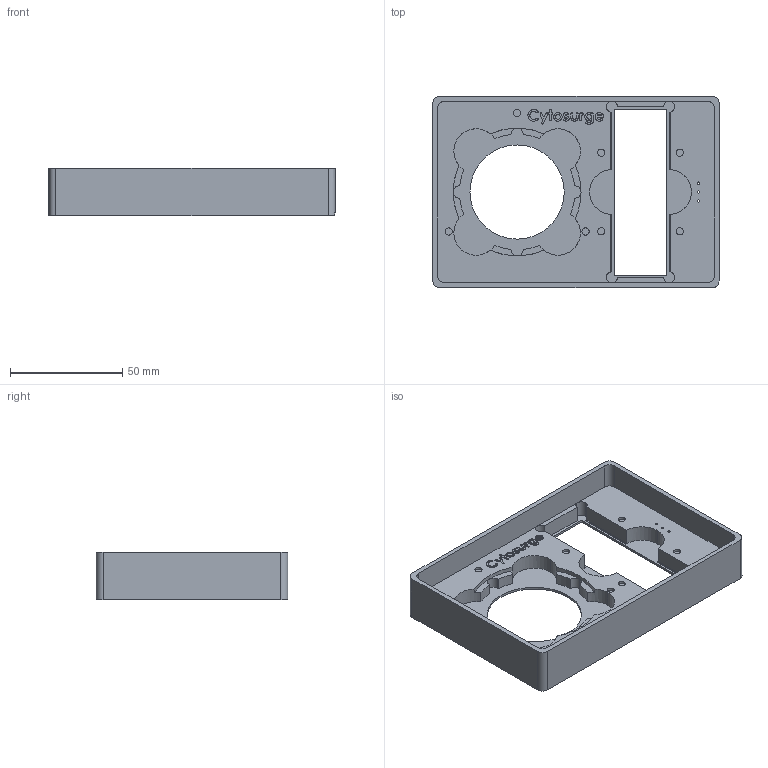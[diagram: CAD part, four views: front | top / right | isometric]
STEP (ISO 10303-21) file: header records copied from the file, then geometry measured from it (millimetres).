
FILE_DESCRIPTION (( 'STEP AP214' ), '1' );
FILE_NAME ('Probeholder Wilco Well and Microscopy slide 75x25,76x25,76x26mm.STEP', '2017-01-26T15:07:57', ( '' ), ( '' ), 'SwSTEP 2.0', 'SolidWorks 2016', '' );
FILE_SCHEMA (( 'AUTOMOTIVE_DESIGN' ));
Length unit declared in the file: millimetre
Products named in the file (1): Probeholder Wilco Well and Microscopy slide 75x25,76x25,76x26mm
Bounding box: 127.5 x 85.3 x 21 mm (x, y, z)
Volume: 59516.4 mm3; surface area: 33262.7 mm2
Topology: 1 solids, 1 shells, 272 faces, 734 edges, 486 vertices
Faces by surface type: cylinder 120, plane 90, bspline 62
Entity records: 11691 total; most frequent: CARTESIAN_POINT 4947, ORIENTED_EDGE 1468, DIRECTION 1300, EDGE_CURVE 734, VERTEX_POINT 486, AXIS2_PLACEMENT_3D 479, LINE 342, VECTOR 342
